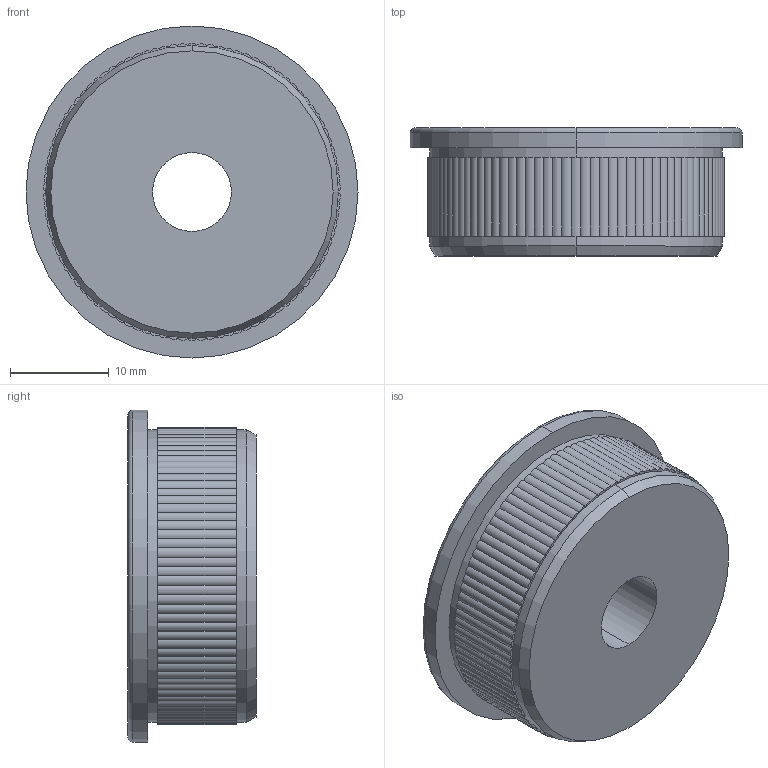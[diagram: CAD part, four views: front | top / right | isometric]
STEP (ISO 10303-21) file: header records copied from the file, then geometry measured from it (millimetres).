
FILE_DESCRIPTION (( 'STEP AP203' ), '1' );
FILE_NAME ('3D_GC2032_33.7_188685510.STEP', '2024-10-02T12:09:01', ( '' ), ( '' ), 'SwSTEP 2.0', 'SolidWorks 2024', '' );
FILE_SCHEMA (( 'CONFIG_CONTROL_DESIGN' ));
Length unit declared in the file: millimetre
Products named in the file (1): 3D_GC2032_33.7_188685510
Bounding box: 33.7 x 13 x 33.7 mm (x, y, z)
Volume: 8795.1 mm3; surface area: 3262.7 mm2
Topology: 1 solids, 1 shells, 138 faces, 393 edges, 260 vertices
Faces by surface type: cylinder 127, plane 5, cone 4, torus 2
Entity records: 4732 total; most frequent: DIRECTION 933, CARTESIAN_POINT 792, ORIENTED_EDGE 786, AXIS2_PLACEMENT_3D 401, EDGE_CURVE 393, CIRCLE 262, VERTEX_POINT 260, EDGE_LOOP 143
